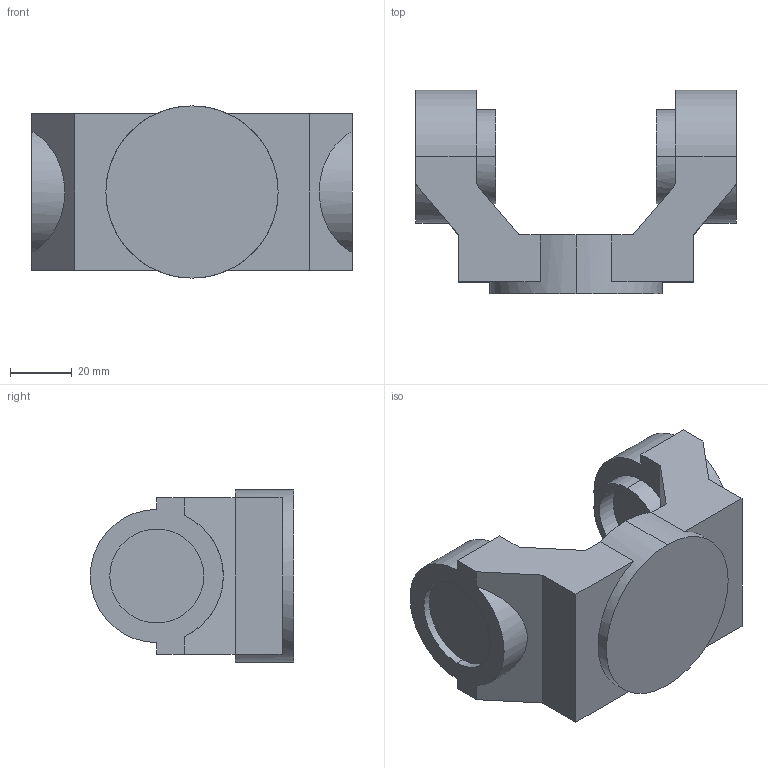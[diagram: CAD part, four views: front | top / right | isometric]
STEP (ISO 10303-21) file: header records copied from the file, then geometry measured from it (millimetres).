
FILE_DESCRIPTION (( 'STEP AP214' ), '1' );
FILE_NAME ('Yoke.STEP', '2024-01-25T16:06:23', ( '' ), ( '' ), 'SwSTEP 2.0', 'SolidWorks 2022', '' );
FILE_SCHEMA (( 'AUTOMOTIVE_DESIGN' ));
Length unit declared in the file: inch
Products named in the file (1): Yoke
Bounding box: 103.91 x 66.04 x 55.88 mm (x, y, z)
Volume: 150509.1 mm3; surface area: 27444.9 mm2
Topology: 1 solids, 1 shells, 46 faces, 120 edges, 80 vertices
Faces by surface type: plane 28, cylinder 18
Entity records: 1464 total; most frequent: CARTESIAN_POINT 259, DIRECTION 250, ORIENTED_EDGE 240, EDGE_CURVE 120, AXIS2_PLACEMENT_3D 87, VERTEX_POINT 80, LINE 76, VECTOR 76
